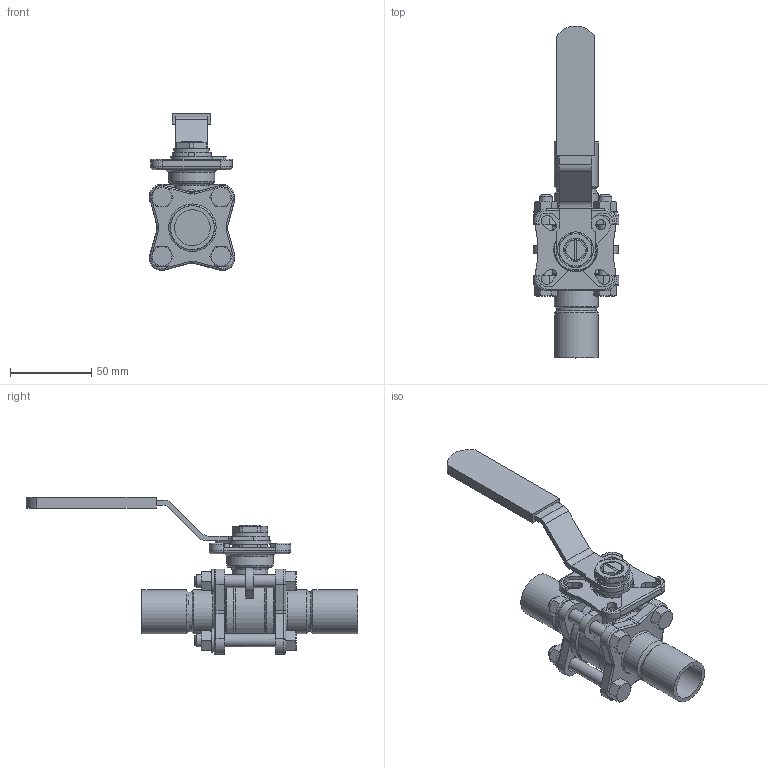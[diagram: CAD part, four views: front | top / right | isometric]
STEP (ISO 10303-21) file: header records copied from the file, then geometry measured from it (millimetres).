
FILE_DESCRIPTION(/* description */ ('Unknown'),/* implementation_level */ '2;1');
FILE_NAME(/* name */ 'F31DN22',/* time_stamp */ '2019-10-25T12:13:15+02:00',/* author */ ('Unknown'),/* organization */ ('Unknown'),/* preprocessor_version */ 'ST-DEVELOPER v16.7',/* originating_system */ 'DEX',/* authorisation */ $);
FILE_SCHEMA (('AP203_CONFIGURATION_CONTROLLED_3D_DESIGN_OF_MECHANICAL_PARTS_AND_ASSEMBLIES_MIM_LF { 1 0 10303 203 3 1 4 }','AP242_MANAGED_MODEL_BASED_3D_ENGINEERING_MIM_LF { 1 0 10303 442 1 1 4 }','AUTOMOTIVE_DESIGN {1 0 10303 214 3 1 1}'));
Length unit declared in the file: millimetre
Products named in the file (3): F31DN22; 202605; F21DN22
Assembly tree (3 placements, depth 2):
  F31DN22
    202605
    F21DN22  x2
Bounding box: 52.94 x 204.3 x 96.84 mm (x, y, z)
Volume: 120060.3 mm3; surface area: 67911 mm2
Topology: 5 solids, 7 shells, 648 faces, 1660 edges, 1025 vertices
Faces by surface type: plane 264, cylinder 188, cone 142, torus 40, bspline 10, sphere 4
Full cylindrical faces by diameter (mm): 6 x1, 7.938 x8, 8.5 x7, 11.2 x1, 14 x2, 14.1 x3, 14.3 x2, 14.4 x1, 14.8 x4, 16.5 x2, 16.7 x1, 17.3 x2, 17.5 x1, 20 x2, 21.5 x4, 22 x3, 23.5 x1, 24.5 x2, 27 x3, 27.2 x2, 28.5 x1, 35 x1, 40.2 x2, 43.5 x2
Entity records: 23571 total; most frequent: CARTESIAN_POINT 4561, DIRECTION 3137, ORIENTED_EDGE 3018, EDGE_CURVE 1509, AXIS2_PLACEMENT_3D 1304, VERTEX_POINT 976, EDGE_LOOP 789, FACE_BOUND 789
